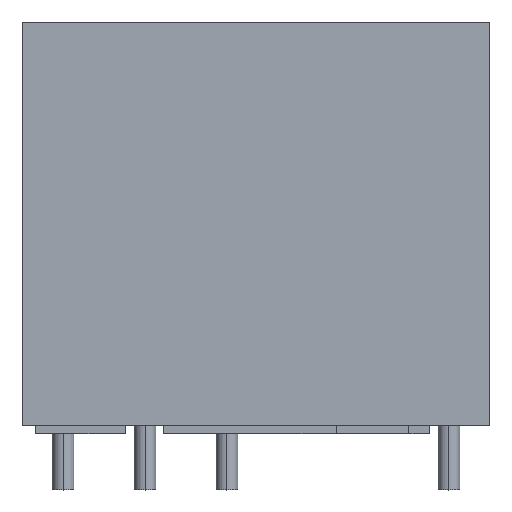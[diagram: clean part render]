
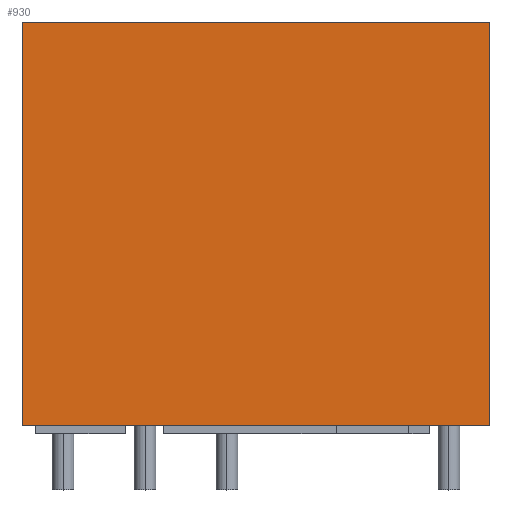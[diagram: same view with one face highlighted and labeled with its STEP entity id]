
A CAD part, top view. The second image highlights one B-rep face of the part: STEP entity #930.
In plain terms, the highlighted planar face has unit normal (0, 0, 1).
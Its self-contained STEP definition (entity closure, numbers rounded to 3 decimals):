
#386 = CARTESIAN_POINT ( 'NONE',  ( -28.5, 23.5, 0.5 ) ) ;
#419 = EDGE_LOOP ( 'NONE', ( #2518, #4948, #890, #3425 ) ) ;
#565 = DIRECTION ( 'NONE',  ( 0., -1., 0. ) ) ;
#650 = CARTESIAN_POINT ( 'NONE',  ( -28.5, -1.5, 0.5 ) ) ;
#732 = AXIS2_PLACEMENT_3D ( 'NONE', #5275, #1577, #4687 ) ;
#784 = LINE ( 'NONE', #2267, #1173 ) ;
#867 = VERTEX_POINT ( 'NONE', #3283 ) ;
#890 = ORIENTED_EDGE ( 'NONE', *, *, #6353, .T. ) ;
#930 = ADVANCED_FACE ( 'NONE', ( #2048 ), #4824, .T. ) ;
#1103 = CARTESIAN_POINT ( 'NONE',  ( 0.5, 23.5, 0.5 ) ) ;
#1173 = VECTOR ( 'NONE', #2753, 1000. ) ;
#1501 = EDGE_CURVE ( 'NONE', #4881, #6301, #784, .T. ) ;
#1577 = DIRECTION ( 'NONE',  ( 0., 0., 1. ) ) ;
#1642 = LINE ( 'NONE', #5272, #4891 ) ;
#1778 = LINE ( 'NONE', #1103, #6017 ) ;
#2048 = FACE_OUTER_BOUND ( 'NONE', #419, .T. ) ;
#2267 = CARTESIAN_POINT ( 'NONE',  ( -28.5, -1.5, 0.5 ) ) ;
#2382 = VECTOR ( 'NONE', #4324, 1000. ) ;
#2518 = ORIENTED_EDGE ( 'NONE', *, *, #1501, .F. ) ;
#2753 = DIRECTION ( 'NONE',  ( -1., 0., 0. ) ) ;
#3283 = CARTESIAN_POINT ( 'NONE',  ( 0.5, 23.5, 0.5 ) ) ;
#3425 = ORIENTED_EDGE ( 'NONE', *, *, #3510, .T. ) ;
#3510 = EDGE_CURVE ( 'NONE', #3861, #6301, #1642, .T. ) ;
#3720 = DIRECTION ( 'NONE',  ( 0., -1., 0. ) ) ;
#3861 = VERTEX_POINT ( 'NONE', #386 ) ;
#4324 = DIRECTION ( 'NONE',  ( -1., 0., 0. ) ) ;
#4393 = CARTESIAN_POINT ( 'NONE',  ( -28.5, 23.5, 0.5 ) ) ;
#4687 = DIRECTION ( 'NONE',  ( 1., 0., 0. ) ) ;
#4777 = LINE ( 'NONE', #4393, #2382 ) ;
#4824 = PLANE ( 'NONE',  #732 ) ;
#4881 = VERTEX_POINT ( 'NONE', #5168 ) ;
#4891 = VECTOR ( 'NONE', #3720, 1000. ) ;
#4948 = ORIENTED_EDGE ( 'NONE', *, *, #5713, .F. ) ;
#5168 = CARTESIAN_POINT ( 'NONE',  ( 0.5, -1.5, 0.5 ) ) ;
#5272 = CARTESIAN_POINT ( 'NONE',  ( -28.5, 23.5, 0.5 ) ) ;
#5275 = CARTESIAN_POINT ( 'NONE',  ( -28.5, 23.5, 0.5 ) ) ;
#5713 = EDGE_CURVE ( 'NONE', #867, #4881, #1778, .T. ) ;
#6017 = VECTOR ( 'NONE', #565, 1000. ) ;
#6301 = VERTEX_POINT ( 'NONE', #650 ) ;
#6353 = EDGE_CURVE ( 'NONE', #867, #3861, #4777, .T. ) ;
